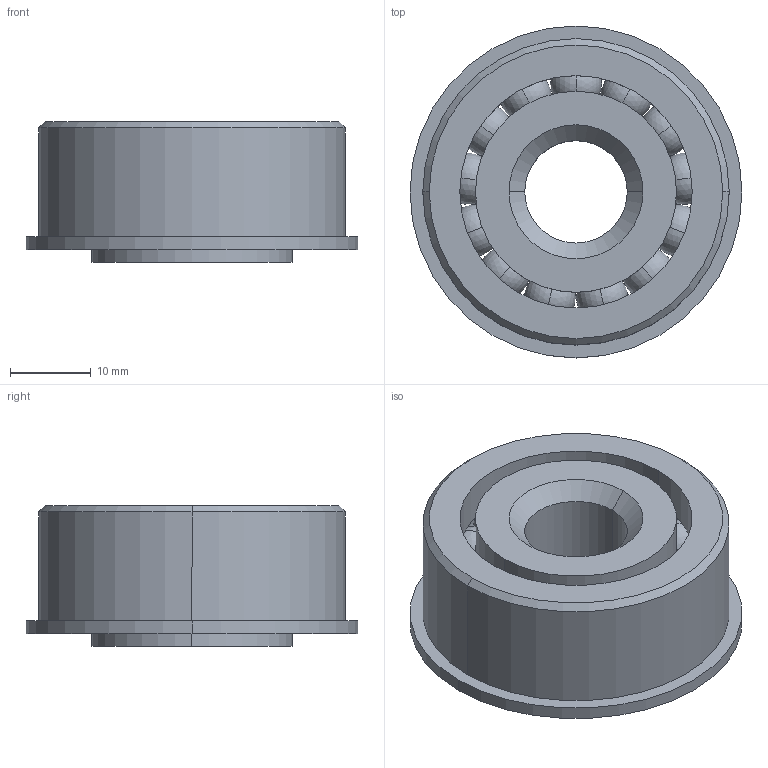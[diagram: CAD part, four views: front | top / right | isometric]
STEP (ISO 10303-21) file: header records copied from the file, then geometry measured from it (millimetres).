
FILE_DESCRIPTION (( 'STEP AP203' ), '1' );
FILE_NAME ('6383K245.step', '2011-06-21T19:54:18', ( 't2jrg' ), ( 'Microsoft' ), 'SwSTEP 2.0', 'SolidWorks 2009', '' );
FILE_SCHEMA (( 'CONFIG_CONTROL_DESIGN' ));
Length unit declared in the file: inch
Products named in the file (1): 6383K245
Bounding box: 41.15 x 41.15 x 17.46 mm (x, y, z)
Volume: 14212.3 mm3; surface area: 9350.2 mm2
Topology: 15 solids, 15 shells, 57 faces, 153 edges, 101 vertices
Faces by surface type: sphere 26, cylinder 14, torus 6, cone 6, plane 5
Entity records: 1389 total; most frequent: DIRECTION 272, CARTESIAN_POINT 208, ORIENTED_EDGE 176, AXIS2_PLACEMENT_3D 126, EDGE_CURVE 88, CIRCLE 68, EDGE_LOOP 62, VERTEX_POINT 62
